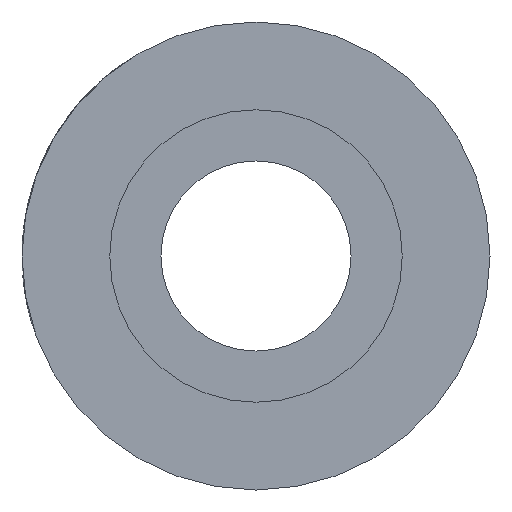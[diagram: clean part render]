
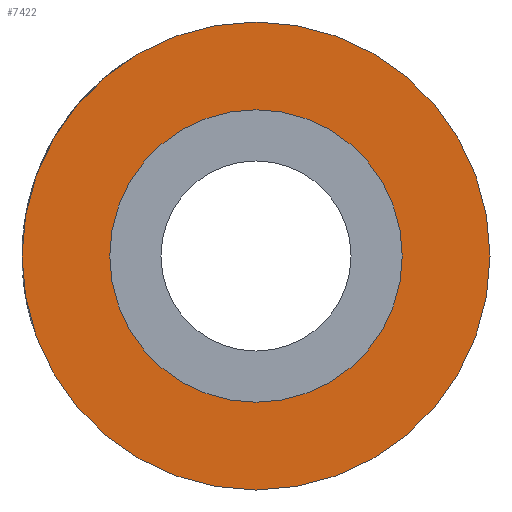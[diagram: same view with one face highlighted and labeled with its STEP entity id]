
A CAD part, left-side view. The second image highlights one B-rep face of the part: STEP entity #7422.
In plain terms, the highlighted planar face has unit normal (-1, 0, 0).
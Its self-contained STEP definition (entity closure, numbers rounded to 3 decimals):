
#936 = PLANE ( 'NONE',  #2146 ) ;
#967 = CARTESIAN_POINT ( 'NONE',  ( 0., 0., 16. ) ) ;
#1306 = CARTESIAN_POINT ( 'NONE',  ( 0., 0., 0. ) ) ;
#1434 = VERTEX_POINT ( 'NONE', #967 ) ;
#1466 = DIRECTION ( 'NONE',  ( 1., 0., 0. ) ) ;
#1578 = DIRECTION ( 'NONE',  ( -1., 0., 0. ) ) ;
#1736 = ORIENTED_EDGE ( 'NONE', *, *, #8539, .T. ) ;
#2146 = AXIS2_PLACEMENT_3D ( 'NONE', #7542, #1466, #3948 ) ;
#2415 = CIRCLE ( 'NONE', #4151, 10. ) ;
#2771 = EDGE_LOOP ( 'NONE', ( #9140, #1736 ) ) ;
#2783 = CARTESIAN_POINT ( 'NONE',  ( 0., 0., 10. ) ) ;
#3551 = AXIS2_PLACEMENT_3D ( 'NONE', #7011, #5486, #6227 ) ;
#3678 = ORIENTED_EDGE ( 'NONE', *, *, #6037, .F. ) ;
#3820 = ORIENTED_EDGE ( 'NONE', *, *, #7689, .F. ) ;
#3948 = DIRECTION ( 'NONE',  ( 0., 0., -1. ) ) ;
#4151 = AXIS2_PLACEMENT_3D ( 'NONE', #1306, #4232, #7239 ) ;
#4159 = DIRECTION ( 'NONE',  ( -1., 0., 0. ) ) ;
#4213 = DIRECTION ( 'NONE',  ( 0., 0., -1. ) ) ;
#4232 = DIRECTION ( 'NONE',  ( -1., 0., 0. ) ) ;
#4517 = EDGE_CURVE ( 'NONE', #1434, #5536, #4825, .T. ) ;
#4825 = CIRCLE ( 'NONE', #3551, 16. ) ;
#4966 = CARTESIAN_POINT ( 'NONE',  ( 0., 0., -10. ) ) ;
#5248 = CIRCLE ( 'NONE', #6039, 16. ) ;
#5275 = FACE_BOUND ( 'NONE', #9090, .T. ) ;
#5486 = DIRECTION ( 'NONE',  ( -1., 0., 0. ) ) ;
#5536 = VERTEX_POINT ( 'NONE', #7988 ) ;
#6037 = EDGE_CURVE ( 'NONE', #9006, #9180, #8300, .T. ) ;
#6039 = AXIS2_PLACEMENT_3D ( 'NONE', #7804, #1578, #6129 ) ;
#6129 = DIRECTION ( 'NONE',  ( 0., 0., 1. ) ) ;
#6227 = DIRECTION ( 'NONE',  ( 0., 0., 1. ) ) ;
#6438 = CARTESIAN_POINT ( 'NONE',  ( 0., 0., 0. ) ) ;
#7011 = CARTESIAN_POINT ( 'NONE',  ( 0., 0., 0. ) ) ;
#7239 = DIRECTION ( 'NONE',  ( 0., 0., -1. ) ) ;
#7422 = ADVANCED_FACE ( 'NONE', ( #5275, #9777 ), #936, .F. ) ;
#7542 = CARTESIAN_POINT ( 'NONE',  ( 0., 0., 0. ) ) ;
#7689 = EDGE_CURVE ( 'NONE', #9180, #9006, #2415, .T. ) ;
#7804 = CARTESIAN_POINT ( 'NONE',  ( 0., 0., 0. ) ) ;
#7988 = CARTESIAN_POINT ( 'NONE',  ( 0., 0., -16. ) ) ;
#8300 = CIRCLE ( 'NONE', #9728, 10. ) ;
#8539 = EDGE_CURVE ( 'NONE', #5536, #1434, #5248, .T. ) ;
#9006 = VERTEX_POINT ( 'NONE', #4966 ) ;
#9090 = EDGE_LOOP ( 'NONE', ( #3820, #3678 ) ) ;
#9140 = ORIENTED_EDGE ( 'NONE', *, *, #4517, .T. ) ;
#9180 = VERTEX_POINT ( 'NONE', #2783 ) ;
#9728 = AXIS2_PLACEMENT_3D ( 'NONE', #6438, #4159, #4213 ) ;
#9777 = FACE_OUTER_BOUND ( 'NONE', #2771, .T. ) ;
